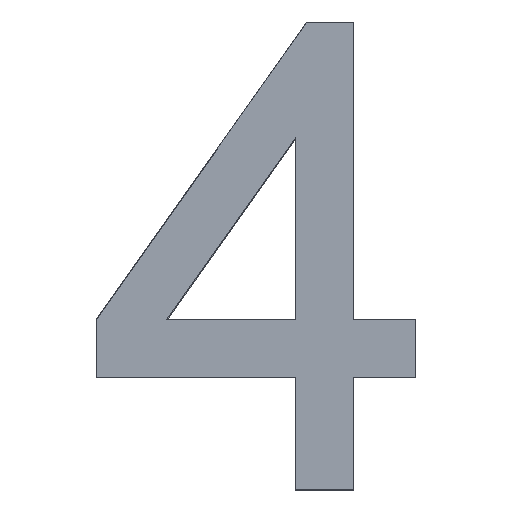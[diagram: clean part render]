
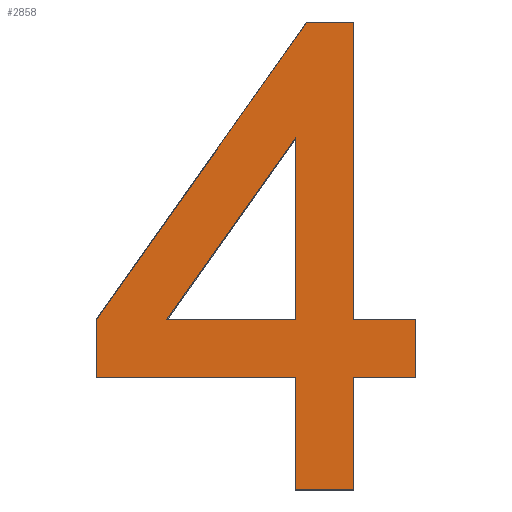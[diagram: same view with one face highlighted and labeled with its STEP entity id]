
A CAD part, top view. The second image highlights one B-rep face of the part: STEP entity #2858.
In plain terms, the highlighted planar face has unit normal (0, 0, 1).
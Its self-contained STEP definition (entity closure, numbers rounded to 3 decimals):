
#264 = CARTESIAN_POINT ( 'NONE',  ( 0., 199.75, 2. ) ) ;
#318 = EDGE_CURVE ( 'NONE', #27205, #13204, #15521, .T. ) ;
#551 = VECTOR ( 'NONE', #25082, 1000. ) ;
#821 = ORIENTED_EDGE ( 'NONE', *, *, #19639, .T. ) ;
#905 = ORIENTED_EDGE ( 'NONE', *, *, #10435, .T. ) ;
#1336 = EDGE_CURVE ( 'NONE', #10251, #24347, #19077, .T. ) ;
#1627 = CARTESIAN_POINT ( 'NONE',  ( -12.25, 0., 2. ) ) ;
#1628 = VECTOR ( 'NONE', #27031, 1000. ) ;
#1641 = CARTESIAN_POINT ( 'NONE',  ( -12.25, 72.879, 2. ) ) ;
#1706 = CARTESIAN_POINT ( 'NONE',  ( -67.046, 72.629, 2. ) ) ;
#2059 = EDGE_CURVE ( 'NONE', #10454, #12674, #17936, .T. ) ;
#2103 = LINE ( 'NONE', #15316, #25348 ) ;
#2187 = EDGE_LOOP ( 'NONE', ( #3812, #18041, #821, #12963, #24344, #9190, #7957, #25244, #905, #17229, #13301 ) ) ;
#2436 = CARTESIAN_POINT ( 'NONE',  ( -97.42, 48.129, 2. ) ) ;
#2458 = AXIS2_PLACEMENT_3D ( 'NONE', #18180, #9549, #26759 ) ;
#2495 = CARTESIAN_POINT ( 'NONE',  ( -12.25, 0.25, 2. ) ) ;
#2521 = DIRECTION ( 'NONE',  ( 1., 0., 0. ) ) ;
#2858 = ADVANCED_FACE ( 'NONE', ( #23867, #21196 ), #3194, .F. ) ;
#2966 = EDGE_CURVE ( 'NONE', #8613, #27205, #15610, .T. ) ;
#3194 = PLANE ( 'NONE',  #2458 ) ;
#3812 = ORIENTED_EDGE ( 'NONE', *, *, #6050, .T. ) ;
#4119 = DIRECTION ( 'NONE',  ( -0.578, -0.816, 0. ) ) ;
#4668 = DIRECTION ( 'NONE',  ( 0.578, 0.816, 0. ) ) ;
#4900 = LINE ( 'NONE', #6962, #26498 ) ;
#4984 = EDGE_CURVE ( 'NONE', #12674, #8046, #17790, .T. ) ;
#5115 = VECTOR ( 'NONE', #4119, 1000. ) ;
#5767 = CARTESIAN_POINT ( 'NONE',  ( 12.25, 199.75, 2. ) ) ;
#6002 = DIRECTION ( 'NONE',  ( 0., -1., 0. ) ) ;
#6029 = EDGE_CURVE ( 'NONE', #10462, #10251, #9064, .T. ) ;
#6050 = EDGE_CURVE ( 'NONE', #24347, #22687, #2103, .T. ) ;
#6082 = CARTESIAN_POINT ( 'NONE',  ( 12.25, 0., 2. ) ) ;
#6192 = LINE ( 'NONE', #6082, #551 ) ;
#6514 = VECTOR ( 'NONE', #18679, 1000. ) ;
#6572 = DIRECTION ( 'NONE',  ( -1., 0., 0. ) ) ;
#6962 = CARTESIAN_POINT ( 'NONE',  ( -12.704, 150.123, 2. ) ) ;
#7318 = VECTOR ( 'NONE', #25118, 1000. ) ;
#7868 = CARTESIAN_POINT ( 'NONE',  ( 12.25, 0., 2. ) ) ;
#7881 = CARTESIAN_POINT ( 'NONE',  ( -12.25, 72.629, 2. ) ) ;
#7957 = ORIENTED_EDGE ( 'NONE', *, *, #318, .T. ) ;
#8046 = VERTEX_POINT ( 'NONE', #19162 ) ;
#8613 = VERTEX_POINT ( 'NONE', #11220 ) ;
#8649 = CARTESIAN_POINT ( 'NONE',  ( -97.42, 0., 2. ) ) ;
#8764 = VECTOR ( 'NONE', #26914, 1000. ) ;
#9064 = LINE ( 'NONE', #16897, #5115 ) ;
#9190 = ORIENTED_EDGE ( 'NONE', *, *, #2966, .T. ) ;
#9549 = DIRECTION ( 'NONE',  ( 0., 0., -1. ) ) ;
#9653 = LINE ( 'NONE', #22350, #15332 ) ;
#9775 = CARTESIAN_POINT ( 'NONE',  ( 12.25, 72.629, 2. ) ) ;
#9939 = VERTEX_POINT ( 'NONE', #25362 ) ;
#10081 = VECTOR ( 'NONE', #10762, 1000. ) ;
#10251 = VERTEX_POINT ( 'NONE', #11136 ) ;
#10435 = EDGE_CURVE ( 'NONE', #17919, #10462, #12098, .T. ) ;
#10454 = VERTEX_POINT ( 'NONE', #25686 ) ;
#10462 = VERTEX_POINT ( 'NONE', #19521 ) ;
#10560 = CARTESIAN_POINT ( 'NONE',  ( 0., 72.629, 2. ) ) ;
#10762 = DIRECTION ( 'NONE',  ( 0., -1., 0. ) ) ;
#11136 = CARTESIAN_POINT ( 'NONE',  ( -97.42, 72.799, 2. ) ) ;
#11186 = CARTESIAN_POINT ( 'NONE',  ( 12.25, 0.25, 2. ) ) ;
#11220 = CARTESIAN_POINT ( 'NONE',  ( 38.859, 48.129, 2. ) ) ;
#11432 = VECTOR ( 'NONE', #6572, 1000. ) ;
#11441 = EDGE_CURVE ( 'NONE', #12884, #9939, #14073, .T. ) ;
#12098 = LINE ( 'NONE', #264, #11432 ) ;
#12674 = VERTEX_POINT ( 'NONE', #7881 ) ;
#12884 = VERTEX_POINT ( 'NONE', #11186 ) ;
#12963 = ORIENTED_EDGE ( 'NONE', *, *, #11441, .T. ) ;
#13204 = VERTEX_POINT ( 'NONE', #9775 ) ;
#13301 = ORIENTED_EDGE ( 'NONE', *, *, #1336, .T. ) ;
#13685 = CARTESIAN_POINT ( 'NONE',  ( -12.25, 48.129, 2. ) ) ;
#14073 = LINE ( 'NONE', #7868, #8764 ) ;
#15316 = CARTESIAN_POINT ( 'NONE',  ( 0., 48.129, 2. ) ) ;
#15332 = VECTOR ( 'NONE', #16330, 1000. ) ;
#15515 = LINE ( 'NONE', #20466, #24460 ) ;
#15521 = LINE ( 'NONE', #10560, #22133 ) ;
#15610 = LINE ( 'NONE', #25048, #1628 ) ;
#15783 = ORIENTED_EDGE ( 'NONE', *, *, #2059, .T. ) ;
#16330 = DIRECTION ( 'NONE',  ( 1., 0., 0. ) ) ;
#16852 = EDGE_CURVE ( 'NONE', #9939, #8613, #9653, .T. ) ;
#16897 = CARTESIAN_POINT ( 'NONE',  ( -99.248, 70.216, 2. ) ) ;
#17229 = ORIENTED_EDGE ( 'NONE', *, *, #6029, .T. ) ;
#17790 = LINE ( 'NONE', #1706, #6514 ) ;
#17919 = VERTEX_POINT ( 'NONE', #5767 ) ;
#17936 = LINE ( 'NONE', #1641, #7318 ) ;
#18041 = ORIENTED_EDGE ( 'NONE', *, *, #26676, .T. ) ;
#18179 = EDGE_LOOP ( 'NONE', ( #27104, #26784, #15783 ) ) ;
#18180 = CARTESIAN_POINT ( 'NONE',  ( 0., 0., 2. ) ) ;
#18679 = DIRECTION ( 'NONE',  ( -1., 0., 0. ) ) ;
#19077 = LINE ( 'NONE', #8649, #10081 ) ;
#19162 = CARTESIAN_POINT ( 'NONE',  ( -67.53, 72.629, 2. ) ) ;
#19521 = CARTESIAN_POINT ( 'NONE',  ( -7.606, 199.75, 2. ) ) ;
#19639 = EDGE_CURVE ( 'NONE', #25874, #12884, #15515, .T. ) ;
#20466 = CARTESIAN_POINT ( 'NONE',  ( 0., 0.25, 2. ) ) ;
#20637 = DIRECTION ( 'NONE',  ( 1., 0., 0. ) ) ;
#20726 = VECTOR ( 'NONE', #6002, 1000. ) ;
#20991 = EDGE_CURVE ( 'NONE', #8046, #10454, #4900, .T. ) ;
#21196 = FACE_OUTER_BOUND ( 'NONE', #2187, .T. ) ;
#21583 = EDGE_CURVE ( 'NONE', #13204, #17919, #6192, .T. ) ;
#22133 = VECTOR ( 'NONE', #23082, 1000. ) ;
#22350 = CARTESIAN_POINT ( 'NONE',  ( 0., 48.129, 2. ) ) ;
#22687 = VERTEX_POINT ( 'NONE', #13685 ) ;
#23054 = CARTESIAN_POINT ( 'NONE',  ( 38.859, 72.629, 2. ) ) ;
#23082 = DIRECTION ( 'NONE',  ( -1., 0., 0. ) ) ;
#23867 = FACE_BOUND ( 'NONE', #18179, .T. ) ;
#24344 = ORIENTED_EDGE ( 'NONE', *, *, #16852, .T. ) ;
#24347 = VERTEX_POINT ( 'NONE', #2436 ) ;
#24460 = VECTOR ( 'NONE', #20637, 1000. ) ;
#25048 = CARTESIAN_POINT ( 'NONE',  ( 38.859, 0., 2. ) ) ;
#25082 = DIRECTION ( 'NONE',  ( 0., 1., 0. ) ) ;
#25118 = DIRECTION ( 'NONE',  ( 0., -1., 0. ) ) ;
#25244 = ORIENTED_EDGE ( 'NONE', *, *, #21583, .T. ) ;
#25348 = VECTOR ( 'NONE', #2521, 1000. ) ;
#25362 = CARTESIAN_POINT ( 'NONE',  ( 12.25, 48.129, 2. ) ) ;
#25686 = CARTESIAN_POINT ( 'NONE',  ( -12.25, 150.765, 2. ) ) ;
#25874 = VERTEX_POINT ( 'NONE', #2495 ) ;
#26429 = LINE ( 'NONE', #1627, #20726 ) ;
#26498 = VECTOR ( 'NONE', #4668, 1000. ) ;
#26676 = EDGE_CURVE ( 'NONE', #22687, #25874, #26429, .T. ) ;
#26759 = DIRECTION ( 'NONE',  ( -1., 0., 0. ) ) ;
#26784 = ORIENTED_EDGE ( 'NONE', *, *, #20991, .T. ) ;
#26914 = DIRECTION ( 'NONE',  ( 0., 1., 0. ) ) ;
#27031 = DIRECTION ( 'NONE',  ( 0., 1., 0. ) ) ;
#27104 = ORIENTED_EDGE ( 'NONE', *, *, #4984, .T. ) ;
#27205 = VERTEX_POINT ( 'NONE', #23054 ) ;
